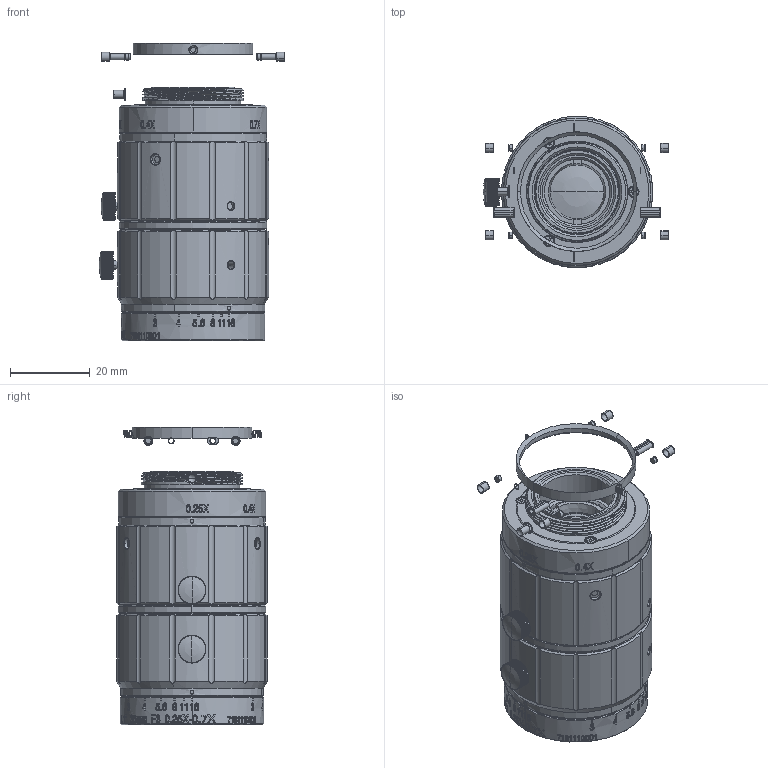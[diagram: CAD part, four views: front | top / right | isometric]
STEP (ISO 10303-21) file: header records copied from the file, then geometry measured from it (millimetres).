
FILE_DESCRIPTION((''),'2;1');
FILE_NAME('ASM0001_ASM','2021-10-12T',('Administrator'),(''),'PRO/ENGINEER BY PARAMETRIC TECHNOLOGY CORPORATION, 2014320','PRO/ENGINEER BY PARAMETRIC TECHNOLOGY CORPORATION, 2014320','');
FILE_SCHEMA(('CONFIG_CONTROL_DESIGN','SHAPE_APPEARANCE_LAYERS_GROUPS'));
Products named in the file (3): MC3530B-_3D; 3D__C_-_3D; ASM0001_ASM
Assembly tree (2 placements, depth 2):
  ASM0001_ASM
    MC3530B-_3D
    3D__C_-_3D
Bounding box: 46.55 x 37.89 x 74.68 mm (x, y, z)
Volume: 44930.6 mm3; surface area: 29502.5 mm2
Topology: 26 solids, 37 shells, 2681 faces, 7211 edges, 4754 vertices
Faces by surface type: plane 917, cylinder 743, bspline 658, cone 182, extrusion 147, torus 22, sphere 12
Entity records: 125134 total; most frequent: CARTESIAN_POINT 55580, ORIENTED_EDGE 14374, DIRECTION 11192, EDGE_CURVE 7187, VERTEX_POINT 4754, AXIS2_PLACEMENT_3D 4115, VECTOR 2962, EDGE_LOOP 2913
